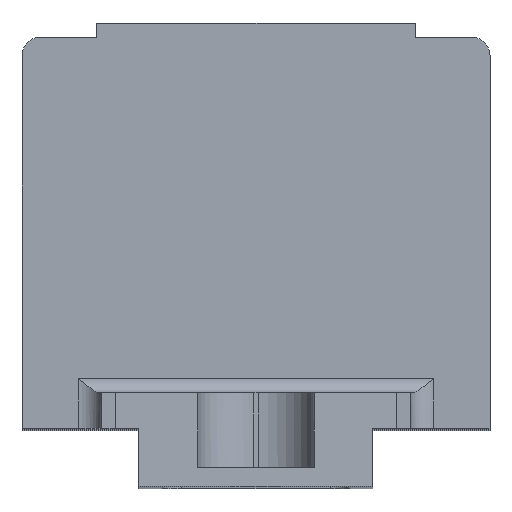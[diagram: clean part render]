
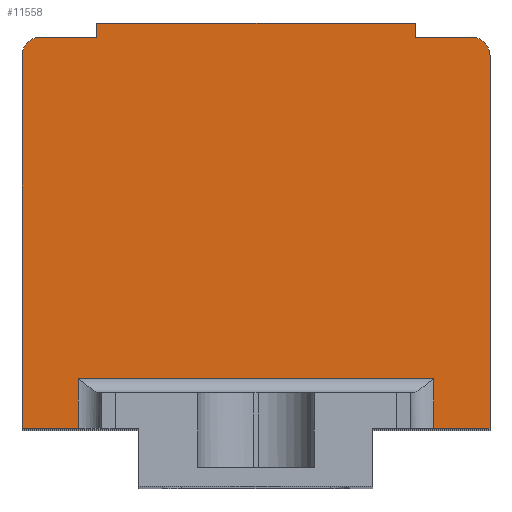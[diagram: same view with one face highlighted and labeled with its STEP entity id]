
A CAD part, top view. The second image highlights one B-rep face of the part: STEP entity #11558.
In plain terms, the highlighted planar face has unit normal (0, 0, 1).
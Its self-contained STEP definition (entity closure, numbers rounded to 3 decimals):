
#1242=DIRECTION('',(1.,0.,0.));
#1243=VECTOR('',#1242,38.);
#1244=CARTESIAN_POINT('',(-19.,11.5,157.1));
#1245=LINE('',#1244,#1243);
#1268=DIRECTION('',(0.,1.,0.));
#1269=VECTOR('',#1268,5.3);
#1270=CARTESIAN_POINT('',(-19.,6.2,157.1));
#1271=LINE('',#1270,#1269);
#1286=DIRECTION('',(0.,-1.,0.));
#1287=VECTOR('',#1286,39.8);
#1288=CARTESIAN_POINT('',(25.,46.,157.1));
#1289=LINE('',#1288,#1287);
#1290=DIRECTION('',(-1.,0.,0.));
#1291=VECTOR('',#1290,6.);
#1292=CARTESIAN_POINT('',(25.,6.2,157.1));
#1293=LINE('',#1292,#1291);
#1294=DIRECTION('',(-1.,0.,0.));
#1295=VECTOR('',#1294,6.);
#1296=CARTESIAN_POINT('',(-19.,6.2,157.1));
#1297=LINE('',#1296,#1295);
#1298=DIRECTION('',(0.,1.,0.));
#1299=VECTOR('',#1298,39.8);
#1300=CARTESIAN_POINT('',(-25.,6.2,157.1));
#1301=LINE('',#1300,#1299);
#1302=DIRECTION('',(1.,0.,0.));
#1303=VECTOR('',#1302,6.);
#1304=CARTESIAN_POINT('',(-23.,48.,157.1));
#1305=LINE('',#1304,#1303);
#1306=DIRECTION('',(0.,1.,0.));
#1307=VECTOR('',#1306,1.5);
#1308=CARTESIAN_POINT('',(-17.,48.,157.1));
#1309=LINE('',#1308,#1307);
#1310=DIRECTION('',(1.,0.,0.));
#1311=VECTOR('',#1310,34.);
#1312=CARTESIAN_POINT('',(-17.,49.5,157.1));
#1313=LINE('',#1312,#1311);
#1314=DIRECTION('',(0.,-1.,0.));
#1315=VECTOR('',#1314,1.5);
#1316=CARTESIAN_POINT('',(17.,49.5,157.1));
#1317=LINE('',#1316,#1315);
#1318=DIRECTION('',(1.,0.,0.));
#1319=VECTOR('',#1318,6.);
#1320=CARTESIAN_POINT('',(17.,48.,157.1));
#1321=LINE('',#1320,#1319);
#1326=CARTESIAN_POINT('',(23.,46.,157.1));
#1327=DIRECTION('',(0.,0.,1.));
#1328=DIRECTION('',(1.,0.,0.));
#1329=AXIS2_PLACEMENT_3D('',#1326,#1327,#1328);
#2244=DIRECTION('',(0.,1.,0.));
#2245=VECTOR('',#2244,5.3);
#2246=CARTESIAN_POINT('',(19.,6.2,157.1));
#2247=LINE('',#2246,#2245);
#8245=CARTESIAN_POINT('',(-23.,46.,157.1));
#8246=DIRECTION('',(0.,0.,1.));
#8247=DIRECTION('',(0.,1.,0.));
#8248=AXIS2_PLACEMENT_3D('',#8245,#8246,#8247);
#8528=CARTESIAN_POINT('',(-17.,49.5,157.1));
#8529=CARTESIAN_POINT('',(17.,49.5,157.1));
#8530=VERTEX_POINT('',#8528);
#8531=VERTEX_POINT('',#8529);
#8536=CARTESIAN_POINT('',(25.,6.2,157.1));
#8538=VERTEX_POINT('',#8536);
#8540=CARTESIAN_POINT('',(-25.,6.2,157.1));
#8542=VERTEX_POINT('',#8540);
#8740=CARTESIAN_POINT('',(19.,6.2,157.1));
#8741=VERTEX_POINT('',#8740);
#8746=CARTESIAN_POINT('',(-19.,6.2,157.1));
#8747=VERTEX_POINT('',#8746);
#8748=CARTESIAN_POINT('',(-19.,11.5,157.1));
#8749=CARTESIAN_POINT('',(19.,11.5,157.1));
#8750=VERTEX_POINT('',#8748);
#8751=VERTEX_POINT('',#8749);
#8836=CARTESIAN_POINT('',(-17.,48.,157.1));
#8837=VERTEX_POINT('',#8836);
#8838=CARTESIAN_POINT('',(17.,48.,157.1));
#8839=VERTEX_POINT('',#8838);
#8845=CARTESIAN_POINT('',(25.,46.,157.1));
#8847=VERTEX_POINT('',#8845);
#8848=CARTESIAN_POINT('',(23.,48.,157.1));
#8849=VERTEX_POINT('',#8848);
#8853=CARTESIAN_POINT('',(-23.,48.,157.1));
#8855=VERTEX_POINT('',#8853);
#8856=CARTESIAN_POINT('',(-25.,46.,157.1));
#8857=VERTEX_POINT('',#8856);
#11525=CARTESIAN_POINT('',(0.,0.,157.1));
#11526=DIRECTION('',(0.,0.,-1.));
#11527=DIRECTION('',(-1.,0.,0.));
#11528=AXIS2_PLACEMENT_3D('',#11525,#11526,#11527);
#11529=PLANE('',#11528);
#11531=ORIENTED_EDGE('',*,*,#11530,.F.);
#11533=ORIENTED_EDGE('',*,*,#11532,.T.);
#11535=ORIENTED_EDGE('',*,*,#11534,.T.);
#11537=ORIENTED_EDGE('',*,*,#11536,.T.);
#11538=ORIENTED_EDGE('',*,*,#11499,.F.);
#11539=ORIENTED_EDGE('',*,*,#11514,.F.);
#11541=ORIENTED_EDGE('',*,*,#11540,.T.);
#11543=ORIENTED_EDGE('',*,*,#11542,.T.);
#11545=ORIENTED_EDGE('',*,*,#11544,.F.);
#11547=ORIENTED_EDGE('',*,*,#11546,.T.);
#11549=ORIENTED_EDGE('',*,*,#11548,.T.);
#11551=ORIENTED_EDGE('',*,*,#11550,.T.);
#11553=ORIENTED_EDGE('',*,*,#11552,.T.);
#11555=ORIENTED_EDGE('',*,*,#11554,.T.);
#11556=EDGE_LOOP('',(#11531,#11533,#11535,#11537,#11538,#11539,#11541,#11543,
#11545,#11547,#11549,#11551,#11553,#11555));
#11557=FACE_OUTER_BOUND('',#11556,.F.);
#11558=ADVANCED_FACE('',(#11557),#11529,.F.);
#1330=CIRCLE('',#1329,2.);
#8249=CIRCLE('',#8248,2.);
#11499=EDGE_CURVE('',#8750,#8751,#1245,.T.);
#11514=EDGE_CURVE('',#8747,#8750,#1271,.T.);
#11530=EDGE_CURVE('',#8847,#8849,#1330,.T.);
#11532=EDGE_CURVE('',#8847,#8538,#1289,.T.);
#11534=EDGE_CURVE('',#8538,#8741,#1293,.T.);
#11536=EDGE_CURVE('',#8741,#8751,#2247,.T.);
#11540=EDGE_CURVE('',#8747,#8542,#1297,.T.);
#11542=EDGE_CURVE('',#8542,#8857,#1301,.T.);
#11544=EDGE_CURVE('',#8855,#8857,#8249,.T.);
#11546=EDGE_CURVE('',#8855,#8837,#1305,.T.);
#11548=EDGE_CURVE('',#8837,#8530,#1309,.T.);
#11550=EDGE_CURVE('',#8530,#8531,#1313,.T.);
#11552=EDGE_CURVE('',#8531,#8839,#1317,.T.);
#11554=EDGE_CURVE('',#8839,#8849,#1321,.T.);
